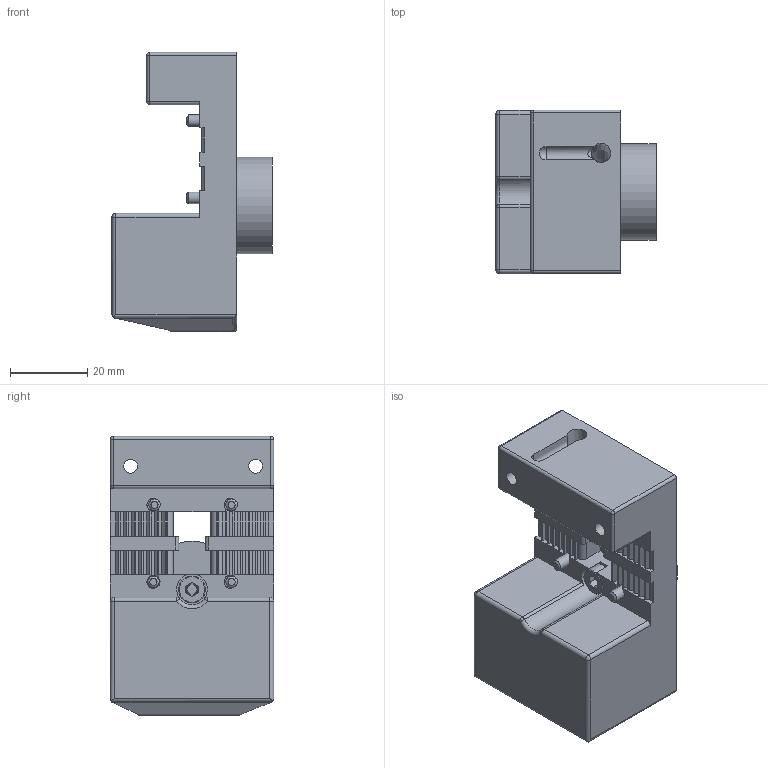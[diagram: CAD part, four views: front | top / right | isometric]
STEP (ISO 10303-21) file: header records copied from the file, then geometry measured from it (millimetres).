
FILE_DESCRIPTION(/* description */ (''),/* implementation_level */ '2;1');
FILE_NAME(/* name */ 'HardPlate.step',/* time_stamp */ '2023-09-04T19:17:00+02:00',/* author */ (''),/* organization */ (''),/* preprocessor_version */ 'ST-DEVELOPER v20',/* originating_system */ 'Autodesk Translation Framework v12.9.0.99',/* authorisation */ '');
FILE_SCHEMA (('AUTOMOTIVE_DESIGN { 1 0 10303 214 3 1 1 }'));
Length unit declared in the file: millimetre
Products named in the file (7): HardPlate; M3x8 SHCS (36); M3x8 SHCS (35); M3x8 SHCS (33); M3x8 SHCS (34); M4; Electromagnet
Assembly tree (6 placements, depth 2):
  HardPlate
    M3x8 SHCS (36)
    M3x8 SHCS (35)
    M3x8 SHCS (33)
    M3x8 SHCS (34)
    M4
    Electromagnet
Bounding box: 41.55 x 42.4 x 72.45 mm (x, y, z)
Volume: 64727.1 mm3; surface area: 19112 mm2
Topology: 7 solids, 7 shells, 544 faces, 1421 edges, 896 vertices
Faces by surface type: plane 288, cylinder 168, cone 46, bspline 18, sphere 14, torus 10
Full cylindrical faces by diameter (mm): 1.889 x2, 2.384 x4, 3 x5, 3.242 x27, 3.4 x4, 3.6 x2, 4 x26, 5.5 x4, 6 x4, 7 x2, 25 x1
Entity records: 23703 total; most frequent: CARTESIAN_POINT 10378, ORIENTED_EDGE 2826, DIRECTION 2666, EDGE_CURVE 1413, AXIS2_PLACEMENT_3D 908, VERTEX_POINT 896, LINE 850, VECTOR 850
